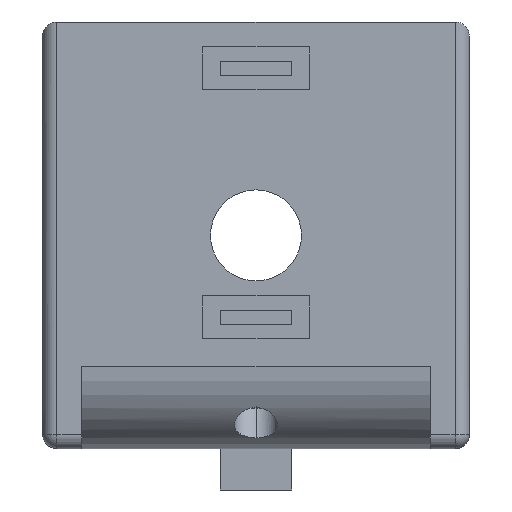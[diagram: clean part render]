
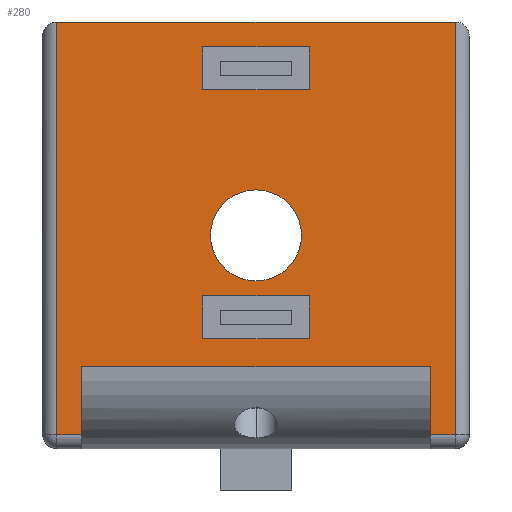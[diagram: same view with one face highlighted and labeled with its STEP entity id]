
A CAD part, front view. The second image highlights one B-rep face of the part: STEP entity #280.
In plain terms, the highlighted planar face has unit normal (0, -1, 0).
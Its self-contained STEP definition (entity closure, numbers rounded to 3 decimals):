
#24 = DIRECTION ( 'NONE',  ( 0., 0., -1. ) ) ;
#31 = EDGE_CURVE ( 'NONE', #1005, #2130, #1945, .T. ) ;
#36 = VECTOR ( 'NONE', #1568, 1000. ) ;
#49 = ORIENTED_EDGE ( 'NONE', *, *, #31, .F. ) ;
#70 = VERTEX_POINT ( 'NONE', #2843 ) ;
#101 = CARTESIAN_POINT ( 'NONE',  ( 28., -30., 54.5 ) ) ;
#105 = VERTEX_POINT ( 'NONE', #1605 ) ;
#149 = VERTEX_POINT ( 'NONE', #2710 ) ;
#156 = CIRCLE ( 'NONE', #1785, 6.4 ) ;
#172 = VERTEX_POINT ( 'NONE', #2052 ) ;
#190 = LINE ( 'NONE', #1528, #1391 ) ;
#202 = CARTESIAN_POINT ( 'NONE',  ( -7.5, -30., 45. ) ) ;
#207 = LINE ( 'NONE', #882, #2609 ) ;
#225 = EDGE_LOOP ( 'NONE', ( #294, #988, #2811, #1763 ) ) ;
#261 = CARTESIAN_POINT ( 'NONE',  ( 7.5, -30., 45. ) ) ;
#271 = DIRECTION ( 'NONE',  ( 0., 0., -1. ) ) ;
#280 = ADVANCED_FACE ( 'NONE', ( #2756, #2542, #2340, #995 ), #314, .F. ) ;
#294 = ORIENTED_EDGE ( 'NONE', *, *, #1117, .T. ) ;
#314 = PLANE ( 'NONE',  #1251 ) ;
#322 = EDGE_CURVE ( 'NONE', #1249, #1270, #2108, .T. ) ;
#333 = DIRECTION ( 'NONE',  ( 0., 1., 0. ) ) ;
#345 = DIRECTION ( 'NONE',  ( 1., 0., 0. ) ) ;
#355 = VECTOR ( 'NONE', #2631, 1000. ) ;
#365 = CARTESIAN_POINT ( 'NONE',  ( 28., -30., 54.5 ) ) ;
#425 = CARTESIAN_POINT ( 'NONE',  ( 0., -30., -3.5 ) ) ;
#443 = ORIENTED_EDGE ( 'NONE', *, *, #1858, .T. ) ;
#455 = LINE ( 'NONE', #1304, #2863 ) ;
#474 = EDGE_CURVE ( 'NONE', #1668, #2613, #2827, .T. ) ;
#525 = LINE ( 'NONE', #101, #529 ) ;
#529 = VECTOR ( 'NONE', #1200, 1000. ) ;
#531 = CARTESIAN_POINT ( 'NONE',  ( -24.5, -30., -3.5 ) ) ;
#585 = EDGE_LOOP ( 'NONE', ( #49, #443, #2263, #1046, #986, #657, #1893, #1189 ) ) ;
#588 = VERTEX_POINT ( 'NONE', #626 ) ;
#626 = CARTESIAN_POINT ( 'NONE',  ( -7.5, -30., 45. ) ) ;
#633 = LINE ( 'NONE', #202, #355 ) ;
#657 = ORIENTED_EDGE ( 'NONE', *, *, #2797, .T. ) ;
#659 = ORIENTED_EDGE ( 'NONE', *, *, #474, .T. ) ;
#660 = DIRECTION ( 'NONE',  ( 0., 0., -1. ) ) ;
#813 = EDGE_LOOP ( 'NONE', ( #1552, #2384, #659, #2883 ) ) ;
#818 = CARTESIAN_POINT ( 'NONE',  ( -28., -30., 54.5 ) ) ;
#849 = EDGE_CURVE ( 'NONE', #2613, #1327, #190, .T. ) ;
#874 = CARTESIAN_POINT ( 'NONE',  ( 7.5, -30., 16. ) ) ;
#882 = CARTESIAN_POINT ( 'NONE',  ( -7.5, -30., 51. ) ) ;
#921 = CARTESIAN_POINT ( 'NONE',  ( -7.5, -30., 51. ) ) ;
#928 = CARTESIAN_POINT ( 'NONE',  ( 0., -30., 24.5 ) ) ;
#938 = CARTESIAN_POINT ( 'NONE',  ( 24.5, -30., 6. ) ) ;
#953 = CARTESIAN_POINT ( 'NONE',  ( 7.5, -30., 10. ) ) ;
#986 = ORIENTED_EDGE ( 'NONE', *, *, #1721, .T. ) ;
#988 = ORIENTED_EDGE ( 'NONE', *, *, #2292, .T. ) ;
#995 = FACE_BOUND ( 'NONE', #813, .T. ) ;
#1005 = VERTEX_POINT ( 'NONE', #2331 ) ;
#1020 = LINE ( 'NONE', #1914, #2122 ) ;
#1031 = CARTESIAN_POINT ( 'NONE',  ( -7.5, -30., 45. ) ) ;
#1033 = ORIENTED_EDGE ( 'NONE', *, *, #1895, .F. ) ;
#1046 = ORIENTED_EDGE ( 'NONE', *, *, #322, .T. ) ;
#1056 = CARTESIAN_POINT ( 'NONE',  ( -7.5, -30., 10. ) ) ;
#1066 = DIRECTION ( 'NONE',  ( 0., 0., 1. ) ) ;
#1067 = DIRECTION ( 'NONE',  ( 1., 0., 0. ) ) ;
#1104 = CARTESIAN_POINT ( 'NONE',  ( -7.5, -30., 10. ) ) ;
#1117 = EDGE_CURVE ( 'NONE', #1906, #149, #1820, .T. ) ;
#1147 = CARTESIAN_POINT ( 'NONE',  ( -28., -30., -3.5 ) ) ;
#1180 = VECTOR ( 'NONE', #2193, 1000. ) ;
#1189 = ORIENTED_EDGE ( 'NONE', *, *, #2335, .F. ) ;
#1200 = DIRECTION ( 'NONE',  ( 0., 0., 1. ) ) ;
#1214 = CARTESIAN_POINT ( 'NONE',  ( 0., -30., 0. ) ) ;
#1249 = VERTEX_POINT ( 'NONE', #365 ) ;
#1251 = AXIS2_PLACEMENT_3D ( 'NONE', #1214, #333, #1649 ) ;
#1270 = VERTEX_POINT ( 'NONE', #818 ) ;
#1304 = CARTESIAN_POINT ( 'NONE',  ( 7.5, -30., 10. ) ) ;
#1320 = VECTOR ( 'NONE', #2578, 1000. ) ;
#1327 = VERTEX_POINT ( 'NONE', #874 ) ;
#1377 = EDGE_CURVE ( 'NONE', #172, #70, #1485, .T. ) ;
#1391 = VECTOR ( 'NONE', #2683, 1000. ) ;
#1399 = VERTEX_POINT ( 'NONE', #1562 ) ;
#1435 = CARTESIAN_POINT ( 'NONE',  ( 7.5, -30., 51. ) ) ;
#1449 = DIRECTION ( 'NONE',  ( 0., -1., 0. ) ) ;
#1460 = ORIENTED_EDGE ( 'NONE', *, *, #1377, .F. ) ;
#1472 = LINE ( 'NONE', #1031, #1861 ) ;
#1485 = CIRCLE ( 'NONE', #1847, 6.4 ) ;
#1505 = VECTOR ( 'NONE', #1066, 1000. ) ;
#1528 = CARTESIAN_POINT ( 'NONE',  ( -7.5, -30., 16. ) ) ;
#1550 = CARTESIAN_POINT ( 'NONE',  ( 24.5, -30., 6. ) ) ;
#1552 = ORIENTED_EDGE ( 'NONE', *, *, #2699, .T. ) ;
#1562 = CARTESIAN_POINT ( 'NONE',  ( -28., -30., -3.5 ) ) ;
#1568 = DIRECTION ( 'NONE',  ( -1., 0., 0. ) ) ;
#1586 = EDGE_CURVE ( 'NONE', #1741, #2675, #2637, .T. ) ;
#1605 = CARTESIAN_POINT ( 'NONE',  ( 28., -30., -3.5 ) ) ;
#1649 = DIRECTION ( 'NONE',  ( 0., 0., 1. ) ) ;
#1654 = CARTESIAN_POINT ( 'NONE',  ( 0., -30., 54.5 ) ) ;
#1668 = VERTEX_POINT ( 'NONE', #1104 ) ;
#1693 = DIRECTION ( 'NONE',  ( 0., 0., 1. ) ) ;
#1697 = CARTESIAN_POINT ( 'NONE',  ( 0., -30., 24.5 ) ) ;
#1721 = EDGE_CURVE ( 'NONE', #1270, #1399, #2472, .T. ) ;
#1731 = DIRECTION ( 'NONE',  ( -1., 0., 0. ) ) ;
#1741 = VERTEX_POINT ( 'NONE', #531 ) ;
#1756 = DIRECTION ( 'NONE',  ( -1., 0., 0. ) ) ;
#1760 = DIRECTION ( 'NONE',  ( 0., 0., -1. ) ) ;
#1763 = ORIENTED_EDGE ( 'NONE', *, *, #2404, .T. ) ;
#1771 = DIRECTION ( 'NONE',  ( 1., 0., 0. ) ) ;
#1783 = LINE ( 'NONE', #2669, #36 ) ;
#1785 = AXIS2_PLACEMENT_3D ( 'NONE', #1697, #1449, #2546 ) ;
#1820 = LINE ( 'NONE', #261, #2414 ) ;
#1847 = AXIS2_PLACEMENT_3D ( 'NONE', #928, #2279, #271 ) ;
#1858 = EDGE_CURVE ( 'NONE', #1005, #105, #1020, .T. ) ;
#1861 = VECTOR ( 'NONE', #1756, 1000. ) ;
#1893 = ORIENTED_EDGE ( 'NONE', *, *, #1586, .T. ) ;
#1895 = EDGE_CURVE ( 'NONE', #70, #172, #156, .T. ) ;
#1906 = VERTEX_POINT ( 'NONE', #1435 ) ;
#1914 = CARTESIAN_POINT ( 'NONE',  ( 0., -30., -3.5 ) ) ;
#1932 = EDGE_CURVE ( 'NONE', #105, #1249, #525, .T. ) ;
#1945 = LINE ( 'NONE', #1550, #1505 ) ;
#1946 = CARTESIAN_POINT ( 'NONE',  ( -24.5, -30., 6. ) ) ;
#2017 = VECTOR ( 'NONE', #1760, 1000. ) ;
#2052 = CARTESIAN_POINT ( 'NONE',  ( 0., -30., 18.1 ) ) ;
#2055 = VERTEX_POINT ( 'NONE', #953 ) ;
#2108 = LINE ( 'NONE', #1654, #1320 ) ;
#2122 = VECTOR ( 'NONE', #345, 1000. ) ;
#2130 = VERTEX_POINT ( 'NONE', #938 ) ;
#2173 = CARTESIAN_POINT ( 'NONE',  ( -24.5, -30., 6. ) ) ;
#2174 = CARTESIAN_POINT ( 'NONE',  ( -7.5, -30., 10. ) ) ;
#2185 = EDGE_CURVE ( 'NONE', #2055, #1668, #2821, .T. ) ;
#2193 = DIRECTION ( 'NONE',  ( 0., 0., 1. ) ) ;
#2263 = ORIENTED_EDGE ( 'NONE', *, *, #1932, .T. ) ;
#2279 = DIRECTION ( 'NONE',  ( 0., -1., 0. ) ) ;
#2292 = EDGE_CURVE ( 'NONE', #149, #588, #1472, .T. ) ;
#2331 = CARTESIAN_POINT ( 'NONE',  ( 24.5, -30., -3.5 ) ) ;
#2335 = EDGE_CURVE ( 'NONE', #2130, #2675, #1783, .T. ) ;
#2340 = FACE_BOUND ( 'NONE', #2599, .T. ) ;
#2384 = ORIENTED_EDGE ( 'NONE', *, *, #2185, .T. ) ;
#2404 = EDGE_CURVE ( 'NONE', #2517, #1906, #207, .T. ) ;
#2414 = VECTOR ( 'NONE', #24, 1000. ) ;
#2461 = VECTOR ( 'NONE', #1731, 1000. ) ;
#2472 = LINE ( 'NONE', #1147, #2017 ) ;
#2517 = VERTEX_POINT ( 'NONE', #921 ) ;
#2542 = FACE_OUTER_BOUND ( 'NONE', #585, .T. ) ;
#2546 = DIRECTION ( 'NONE',  ( 0., 0., -1. ) ) ;
#2578 = DIRECTION ( 'NONE',  ( -1., 0., 0. ) ) ;
#2599 = EDGE_LOOP ( 'NONE', ( #1460, #1033 ) ) ;
#2609 = VECTOR ( 'NONE', #1771, 1000. ) ;
#2613 = VERTEX_POINT ( 'NONE', #2831 ) ;
#2631 = DIRECTION ( 'NONE',  ( 0., 0., 1. ) ) ;
#2637 = LINE ( 'NONE', #2173, #2858 ) ;
#2669 = CARTESIAN_POINT ( 'NONE',  ( -30., -30., 6. ) ) ;
#2675 = VERTEX_POINT ( 'NONE', #1946 ) ;
#2679 = VECTOR ( 'NONE', #1067, 1000. ) ;
#2683 = DIRECTION ( 'NONE',  ( 1., 0., 0. ) ) ;
#2699 = EDGE_CURVE ( 'NONE', #1327, #2055, #455, .T. ) ;
#2710 = CARTESIAN_POINT ( 'NONE',  ( 7.5, -30., 45. ) ) ;
#2756 = FACE_BOUND ( 'NONE', #225, .T. ) ;
#2797 = EDGE_CURVE ( 'NONE', #1399, #1741, #2886, .T. ) ;
#2811 = ORIENTED_EDGE ( 'NONE', *, *, #2822, .T. ) ;
#2821 = LINE ( 'NONE', #1056, #2461 ) ;
#2822 = EDGE_CURVE ( 'NONE', #588, #2517, #633, .T. ) ;
#2827 = LINE ( 'NONE', #2174, #1180 ) ;
#2831 = CARTESIAN_POINT ( 'NONE',  ( -7.5, -30., 16. ) ) ;
#2843 = CARTESIAN_POINT ( 'NONE',  ( 0., -30., 30.9 ) ) ;
#2858 = VECTOR ( 'NONE', #1693, 1000. ) ;
#2863 = VECTOR ( 'NONE', #660, 1000. ) ;
#2883 = ORIENTED_EDGE ( 'NONE', *, *, #849, .T. ) ;
#2886 = LINE ( 'NONE', #425, #2679 ) ;
